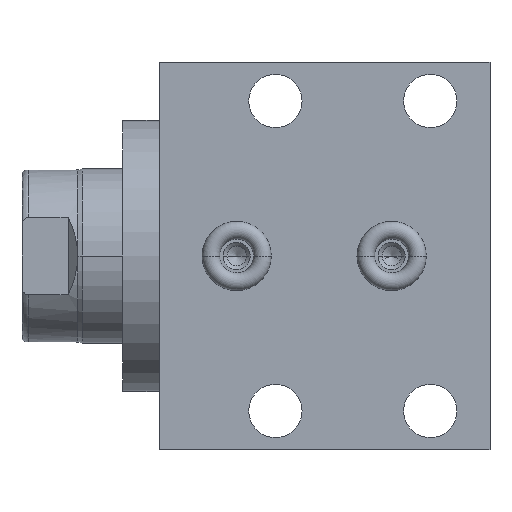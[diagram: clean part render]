
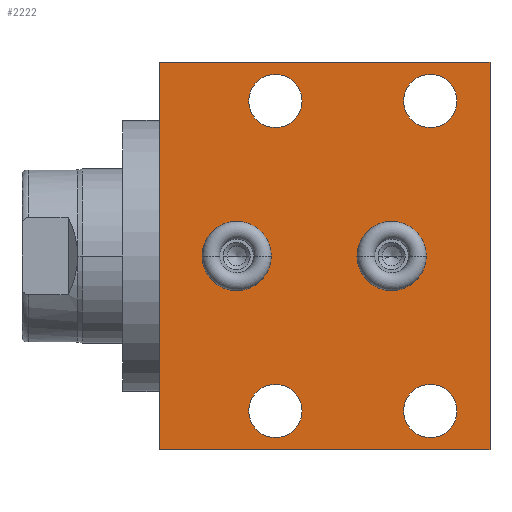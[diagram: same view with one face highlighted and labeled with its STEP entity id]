
A CAD part, front view. The second image highlights one B-rep face of the part: STEP entity #2222.
In plain terms, the highlighted planar face has unit normal (0, -1, 0).
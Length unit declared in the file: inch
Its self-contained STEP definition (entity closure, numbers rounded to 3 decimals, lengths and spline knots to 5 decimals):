
#122=DIRECTION('',(0.,0.,-1.));
#123=VECTOR('',#122,2.5);
#124=CARTESIAN_POINT('',(0.,-1.,1.25));
#125=LINE('',#124,#123);
#449=DIRECTION('',(1.,0.,0.));
#450=VECTOR('',#449,2.135);
#451=CARTESIAN_POINT('',(0.,-1.,1.25));
#452=LINE('',#451,#450);
#456=CARTESIAN_POINT('',(0.75,-1.,-1.));
#457=DIRECTION('',(0.,-1.,0.));
#458=DIRECTION('',(1.,0.,0.));
#459=AXIS2_PLACEMENT_3D('',#456,#457,#458);
#464=CARTESIAN_POINT('',(0.75,-1.,-1.));
#465=DIRECTION('',(0.,-1.,0.));
#466=DIRECTION('',(-1.,0.,0.));
#467=AXIS2_PLACEMENT_3D('',#464,#465,#466);
#472=CARTESIAN_POINT('',(1.75,-1.,-1.));
#473=DIRECTION('',(0.,-1.,0.));
#474=DIRECTION('',(1.,0.,0.));
#475=AXIS2_PLACEMENT_3D('',#472,#473,#474);
#480=CARTESIAN_POINT('',(1.75,-1.,-1.));
#481=DIRECTION('',(0.,-1.,0.));
#482=DIRECTION('',(-1.,0.,0.));
#483=AXIS2_PLACEMENT_3D('',#480,#481,#482);
#488=CARTESIAN_POINT('',(0.75,-1.,1.));
#489=DIRECTION('',(0.,-1.,0.));
#490=DIRECTION('',(1.,0.,0.));
#491=AXIS2_PLACEMENT_3D('',#488,#489,#490);
#496=CARTESIAN_POINT('',(0.75,-1.,1.));
#497=DIRECTION('',(0.,-1.,0.));
#498=DIRECTION('',(-1.,0.,0.));
#499=AXIS2_PLACEMENT_3D('',#496,#497,#498);
#504=CARTESIAN_POINT('',(1.75,-1.,1.));
#505=DIRECTION('',(0.,-1.,0.));
#506=DIRECTION('',(1.,0.,0.));
#507=AXIS2_PLACEMENT_3D('',#504,#505,#506);
#512=CARTESIAN_POINT('',(1.75,-1.,1.));
#513=DIRECTION('',(0.,-1.,0.));
#514=DIRECTION('',(-1.,0.,0.));
#515=AXIS2_PLACEMENT_3D('',#512,#513,#514);
#520=CARTESIAN_POINT('',(0.5,-1.,0.));
#521=DIRECTION('',(0.,1.,0.));
#522=DIRECTION('',(-1.,0.,0.));
#523=AXIS2_PLACEMENT_3D('',#520,#521,#522);
#528=CARTESIAN_POINT('',(0.5,-1.,0.));
#529=DIRECTION('',(0.,1.,0.));
#530=DIRECTION('',(1.,0.,0.));
#531=AXIS2_PLACEMENT_3D('',#528,#529,#530);
#536=CARTESIAN_POINT('',(1.5,-1.,0.));
#537=DIRECTION('',(0.,1.,0.));
#538=DIRECTION('',(-1.,0.,0.));
#539=AXIS2_PLACEMENT_3D('',#536,#537,#538);
#544=CARTESIAN_POINT('',(1.5,-1.,0.));
#545=DIRECTION('',(0.,1.,0.));
#546=DIRECTION('',(1.,0.,0.));
#547=AXIS2_PLACEMENT_3D('',#544,#545,#546);
#573=DIRECTION('',(0.,0.,-1.));
#574=VECTOR('',#573,2.5);
#575=CARTESIAN_POINT('',(2.135,-1.,1.25));
#576=LINE('',#575,#574);
#631=DIRECTION('',(1.,0.,0.));
#632=VECTOR('',#631,2.135);
#633=CARTESIAN_POINT('',(0.,-1.,-1.25));
#634=LINE('',#633,#632);
#1680=CARTESIAN_POINT('',(0.,-1.,1.25));
#1682=VERTEX_POINT('',#1680);
#1683=CARTESIAN_POINT('',(0.,-1.,-1.25));
#1684=VERTEX_POINT('',#1683);
#1688=CARTESIAN_POINT('',(2.135,-1.,1.25));
#1690=VERTEX_POINT('',#1688);
#1691=CARTESIAN_POINT('',(2.135,-1.,-1.25));
#1692=VERTEX_POINT('',#1691);
#1695=CARTESIAN_POINT('',(0.922,-1.,-1.));
#1696=CARTESIAN_POINT('',(0.578,-1.,-1.));
#1697=VERTEX_POINT('',#1695);
#1698=VERTEX_POINT('',#1696);
#1836=CARTESIAN_POINT('',(1.922,-1.,-1.));
#1837=CARTESIAN_POINT('',(1.578,-1.,-1.));
#1838=VERTEX_POINT('',#1836);
#1839=VERTEX_POINT('',#1837);
#1840=CARTESIAN_POINT('',(0.922,-1.,1.));
#1841=CARTESIAN_POINT('',(0.578,-1.,1.));
#1842=VERTEX_POINT('',#1840);
#1843=VERTEX_POINT('',#1841);
#1844=CARTESIAN_POINT('',(1.922,-1.,1.));
#1845=CARTESIAN_POINT('',(1.578,-1.,1.));
#1846=VERTEX_POINT('',#1844);
#1847=VERTEX_POINT('',#1845);
#1912=CARTESIAN_POINT('',(0.27675,-1.,0.));
#1913=CARTESIAN_POINT('',(0.72325,-1.,0.));
#1914=VERTEX_POINT('',#1912);
#1915=VERTEX_POINT('',#1913);
#1924=CARTESIAN_POINT('',(1.27675,-1.,0.));
#1925=CARTESIAN_POINT('',(1.72325,-1.,0.));
#1926=VERTEX_POINT('',#1924);
#1927=VERTEX_POINT('',#1925);
#2175=CARTESIAN_POINT('',(0.,-1.,1.25));
#2176=DIRECTION('',(0.,-1.,0.));
#2177=DIRECTION('',(0.,0.,-1.));
#2178=AXIS2_PLACEMENT_3D('',#2175,#2176,#2177);
#2179=PLANE('',#2178);
#2180=ORIENTED_EDGE('',*,*,#1939,.F.);
#2181=ORIENTED_EDGE('',*,*,#1967,.T.);
#2183=ORIENTED_EDGE('',*,*,#2182,.T.);
#2185=ORIENTED_EDGE('',*,*,#2184,.F.);
#2186=EDGE_LOOP('',(#2180,#2181,#2183,#2185));
#2187=FACE_OUTER_BOUND('',#2186,.F.);
#2189=ORIENTED_EDGE('',*,*,#2188,.T.);
#2191=ORIENTED_EDGE('',*,*,#2190,.T.);
#2192=EDGE_LOOP('',(#2189,#2191));
#2193=FACE_BOUND('',#2192,.F.);
#2195=ORIENTED_EDGE('',*,*,#2194,.T.);
#2197=ORIENTED_EDGE('',*,*,#2196,.T.);
#2198=EDGE_LOOP('',(#2195,#2197));
#2199=FACE_BOUND('',#2198,.F.);
#2200=ORIENTED_EDGE('',*,*,#2155,.T.);
#2201=ORIENTED_EDGE('',*,*,#2169,.T.);
#2202=EDGE_LOOP('',(#2200,#2201));
#2203=FACE_BOUND('',#2202,.F.);
#2205=ORIENTED_EDGE('',*,*,#2204,.T.);
#2207=ORIENTED_EDGE('',*,*,#2206,.T.);
#2208=EDGE_LOOP('',(#2205,#2207));
#2209=FACE_BOUND('',#2208,.F.);
#2211=ORIENTED_EDGE('',*,*,#2210,.F.);
#2213=ORIENTED_EDGE('',*,*,#2212,.F.);
#2214=EDGE_LOOP('',(#2211,#2213));
#2215=FACE_BOUND('',#2214,.F.);
#2217=ORIENTED_EDGE('',*,*,#2216,.F.);
#2219=ORIENTED_EDGE('',*,*,#2218,.F.);
#2220=EDGE_LOOP('',(#2217,#2219));
#2221=FACE_BOUND('',#2220,.F.);
#2222=ADVANCED_FACE('',(#2187,#2193,#2199,#2203,#2209,#2215,#2221),#2179,.T.);
#460=CIRCLE('',#459,0.172);
#468=CIRCLE('',#467,0.172);
#476=CIRCLE('',#475,0.172);
#484=CIRCLE('',#483,0.172);
#492=CIRCLE('',#491,0.172);
#500=CIRCLE('',#499,0.172);
#508=CIRCLE('',#507,0.172);
#516=CIRCLE('',#515,0.172);
#524=CIRCLE('',#523,0.22325);
#532=CIRCLE('',#531,0.22325);
#540=CIRCLE('',#539,0.22325);
#548=CIRCLE('',#547,0.22325);
#1939=EDGE_CURVE('',#1682,#1684,#125,.T.);
#1967=EDGE_CURVE('',#1682,#1690,#452,.T.);
#2155=EDGE_CURVE('',#1842,#1843,#492,.T.);
#2169=EDGE_CURVE('',#1843,#1842,#500,.T.);
#2182=EDGE_CURVE('',#1690,#1692,#576,.T.);
#2184=EDGE_CURVE('',#1684,#1692,#634,.T.);
#2188=EDGE_CURVE('',#1697,#1698,#460,.T.);
#2190=EDGE_CURVE('',#1698,#1697,#468,.T.);
#2194=EDGE_CURVE('',#1838,#1839,#476,.T.);
#2196=EDGE_CURVE('',#1839,#1838,#484,.T.);
#2204=EDGE_CURVE('',#1846,#1847,#508,.T.);
#2206=EDGE_CURVE('',#1847,#1846,#516,.T.);
#2210=EDGE_CURVE('',#1914,#1915,#524,.T.);
#2212=EDGE_CURVE('',#1915,#1914,#532,.T.);
#2216=EDGE_CURVE('',#1926,#1927,#540,.T.);
#2218=EDGE_CURVE('',#1927,#1926,#548,.T.);
